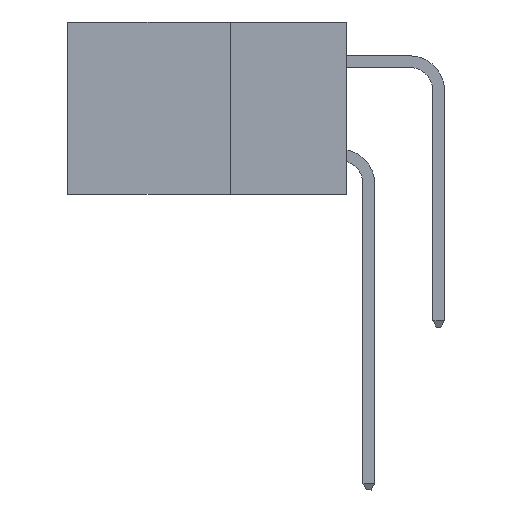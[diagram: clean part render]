
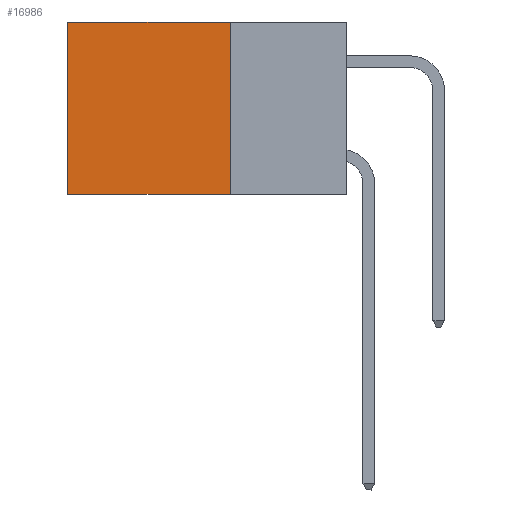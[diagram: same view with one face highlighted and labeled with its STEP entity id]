
A CAD part, left-side view. The second image highlights one B-rep face of the part: STEP entity #16986.
In plain terms, the highlighted planar face has unit normal (-1, 0, 0).
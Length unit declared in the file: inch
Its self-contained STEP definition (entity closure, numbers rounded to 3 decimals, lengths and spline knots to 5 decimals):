
#75 = DIRECTION ( 'NONE',  ( 0., 1., 0. ) ) ;
#881 = CARTESIAN_POINT ( 'NONE',  ( 0.2875, 0.25, 0. ) ) ;
#1924 = EDGE_CURVE ( 'NONE', #2690, #9423, #18620, .T. ) ;
#1930 = VERTEX_POINT ( 'NONE', #15645 ) ;
#1980 = FACE_OUTER_BOUND ( 'NONE', #13580, .T. ) ;
#2690 = VERTEX_POINT ( 'NONE', #6157 ) ;
#3379 = DIRECTION ( 'NONE',  ( 0., 1., 0. ) ) ;
#3462 = PLANE ( 'NONE',  #5136 ) ;
#4542 = DIRECTION ( 'NONE',  ( 1., 0., 0. ) ) ;
#4556 = EDGE_CURVE ( 'NONE', #8627, #9423, #8209, .T. ) ;
#5136 = AXIS2_PLACEMENT_3D ( 'NONE', #13472, #4542, #16711 ) ;
#5223 = DIRECTION ( 'NONE',  ( 0., 0., -1. ) ) ;
#6157 = CARTESIAN_POINT ( 'NONE',  ( 0.2875, 0.25, -0.37 ) ) ;
#7478 = CARTESIAN_POINT ( 'NONE',  ( 0.2875, 0.25, 0. ) ) ;
#7665 = VECTOR ( 'NONE', #5223, 39.37008 ) ;
#8209 = LINE ( 'NONE', #18150, #18068 ) ;
#8284 = LINE ( 'NONE', #881, #7665 ) ;
#8457 = VECTOR ( 'NONE', #75, 39.37008 ) ;
#8627 = VERTEX_POINT ( 'NONE', #10861 ) ;
#9423 = VERTEX_POINT ( 'NONE', #18984 ) ;
#9573 = CARTESIAN_POINT ( 'NONE',  ( 0.2875, 0.25, -0.37 ) ) ;
#9900 = EDGE_CURVE ( 'NONE', #1930, #8627, #10064, .T. ) ;
#10064 = LINE ( 'NONE', #7478, #8457 ) ;
#10791 = DIRECTION ( 'NONE',  ( 0., 0., -1. ) ) ;
#10861 = CARTESIAN_POINT ( 'NONE',  ( 0.2875, 0.6, 0. ) ) ;
#11868 = ORIENTED_EDGE ( 'NONE', *, *, #4556, .T. ) ;
#13472 = CARTESIAN_POINT ( 'NONE',  ( 0.2875, 0.25, 0. ) ) ;
#13580 = EDGE_LOOP ( 'NONE', ( #11868, #16048, #17772, #17643 ) ) ;
#15645 = CARTESIAN_POINT ( 'NONE',  ( 0.2875, 0.25, 0. ) ) ;
#16048 = ORIENTED_EDGE ( 'NONE', *, *, #1924, .F. ) ;
#16711 = DIRECTION ( 'NONE',  ( 0., 0., -1. ) ) ;
#16986 = ADVANCED_FACE ( 'NONE', ( #1980 ), #3462, .F. ) ;
#17107 = EDGE_CURVE ( 'NONE', #1930, #2690, #8284, .T. ) ;
#17375 = VECTOR ( 'NONE', #3379, 39.37008 ) ;
#17643 = ORIENTED_EDGE ( 'NONE', *, *, #9900, .T. ) ;
#17772 = ORIENTED_EDGE ( 'NONE', *, *, #17107, .F. ) ;
#18068 = VECTOR ( 'NONE', #10791, 39.37008 ) ;
#18150 = CARTESIAN_POINT ( 'NONE',  ( 0.2875, 0.6, 0. ) ) ;
#18620 = LINE ( 'NONE', #9573, #17375 ) ;
#18984 = CARTESIAN_POINT ( 'NONE',  ( 0.2875, 0.6, -0.37 ) ) ;
